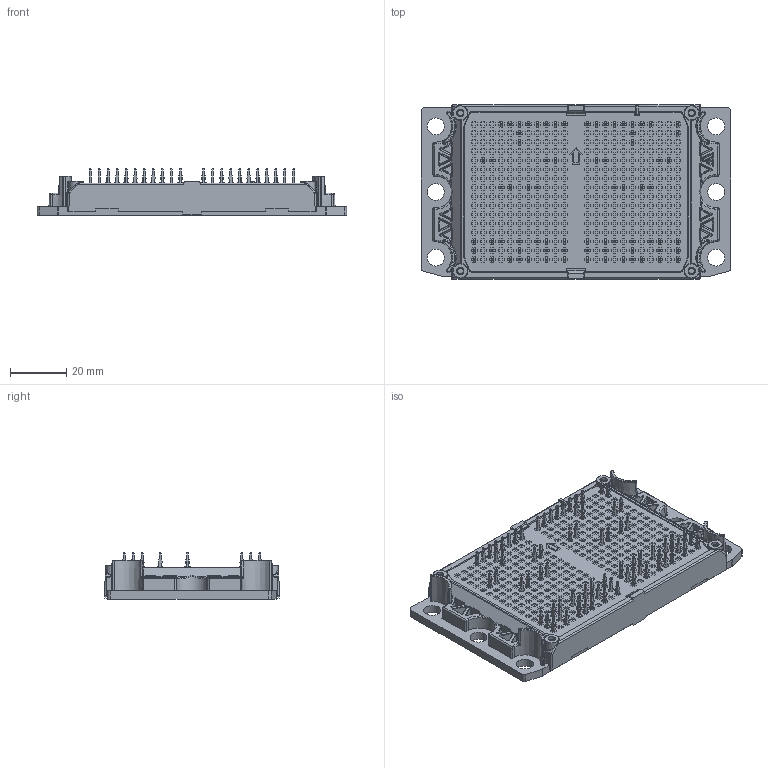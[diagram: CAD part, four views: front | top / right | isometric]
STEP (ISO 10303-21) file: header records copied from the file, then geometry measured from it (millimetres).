
FILE_DESCRIPTION(/* description */ ('Unknown'),/* implementation_level */ '2;1');
FILE_NAME(/* name */ 'FlowE3BP-4T12Z-PM10(760)-01-OL',/* time_stamp */ '2024-12-05T13:56:19+01:00',/* author */ ('Unknown'),/* organization */ ('Unknown'),/* preprocessor_version */ 'ST-DEVELOPER v18.104',/* originating_system */ 'Solid Edge',/* authorisation */ 'Unknown');
FILE_SCHEMA (('AUTOMOTIVE_DESIGN {1 0 10303 214 3 1 1}'));
Products named in the file (1): FlowE3BP-4T12Z-PM10-OL
Bounding box: 109.6 x 61.99 x 16.45 mm (x, y, z)
Volume: 58868.6 mm3; surface area: 38503.8 mm2
Topology: 1 solids, 1 shells, 8562 faces, 24062 edges, 15864 vertices
Faces by surface type: plane 6875, cylinder 1054, bspline 308, cone 229, torus 68, sphere 28
Full cylindrical faces by diameter (mm): 2.6 x4, 3 x4, 6 x6
Entity records: 338655 total; most frequent: CARTESIAN_POINT 58580, ORIENTED_EDGE 48000, DIRECTION 42443, EDGE_CURVE 24000, LINE 19097, VECTOR 19097, VERTEX_POINT 15848, AXIS2_PLACEMENT_3D 11673
